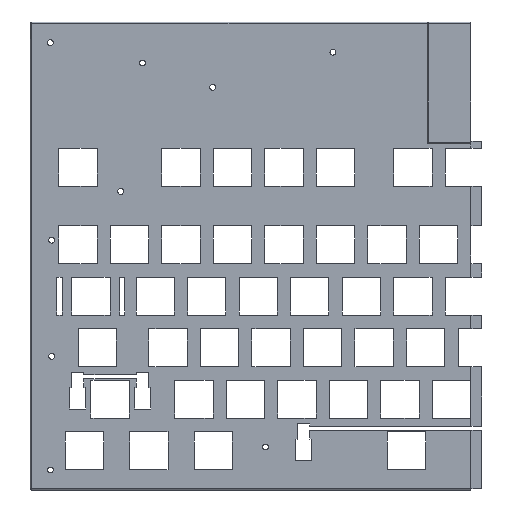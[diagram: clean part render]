
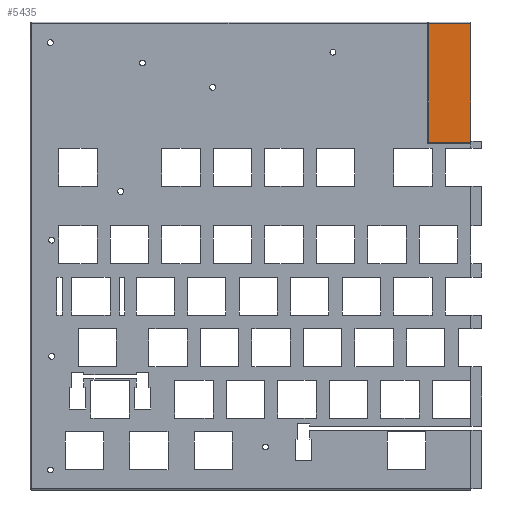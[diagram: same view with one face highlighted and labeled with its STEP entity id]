
A CAD part, top view. The second image highlights one B-rep face of the part: STEP entity #5435.
In plain terms, the highlighted planar face has unit normal (0, 0, 1).
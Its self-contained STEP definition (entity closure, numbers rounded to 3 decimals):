
#125=PLANE('',#5752);
#803=LINE('',#8321,#1548);
#811=LINE('',#8352,#1556);
#813=LINE('',#8360,#1558);
#821=LINE('',#8374,#1566);
#1548=VECTOR('',#6529,10.);
#1556=VECTOR('',#6549,10.);
#1558=VECTOR('',#6561,10.);
#1566=VECTOR('',#6571,10.);
#1894=FACE_OUTER_BOUND('',#2263,.T.);
#2263=EDGE_LOOP('',(#4381,#4382,#4383,#4384));
#3004=VERTEX_POINT('',#8313);
#3006=VERTEX_POINT('',#8319);
#3012=VERTEX_POINT('',#8348);
#3013=VERTEX_POINT('',#8350);
#3536=EDGE_CURVE('',#3006,#3004,#803,.T.);
#3547=EDGE_CURVE('',#3013,#3012,#811,.T.);
#3551=EDGE_CURVE('',#3006,#3012,#813,.T.);
#3559=EDGE_CURVE('',#3004,#3013,#821,.T.);
#4381=ORIENTED_EDGE('',*,*,#3547,.F.);
#4382=ORIENTED_EDGE('',*,*,#3559,.F.);
#4383=ORIENTED_EDGE('',*,*,#3536,.F.);
#4384=ORIENTED_EDGE('',*,*,#3551,.T.);
#5435=ADVANCED_FACE('',(#1894),#125,.T.);
#5752=AXIS2_PLACEMENT_3D('',#8373,#6569,#6570);
#6529=DIRECTION('',(-1.,0.,0.));
#6549=DIRECTION('',(1.,0.,0.));
#6561=DIRECTION('',(0.,1.,0.));
#6569=DIRECTION('center_axis',(0.,0.,1.));
#6570=DIRECTION('ref_axis',(1.,0.,0.));
#6571=DIRECTION('',(0.,1.,0.));
#8313=CARTESIAN_POINT('',(462.41,-171.35,8.2));
#8319=CARTESIAN_POINT('',(478.018,-171.35,8.2));
#8321=CARTESIAN_POINT('',(465.937,-171.35,8.2));
#8348=CARTESIAN_POINT('',(478.018,-127.35,8.2));
#8350=CARTESIAN_POINT('',(462.41,-127.35,8.2));
#8352=CARTESIAN_POINT('',(570.857,-127.35,8.2));
#8360=CARTESIAN_POINT('',(478.018,-173.595,8.2));
#8373=CARTESIAN_POINT('Origin',(469.964,-149.35,8.2));
#8374=CARTESIAN_POINT('',(462.41,-138.1,8.2));
